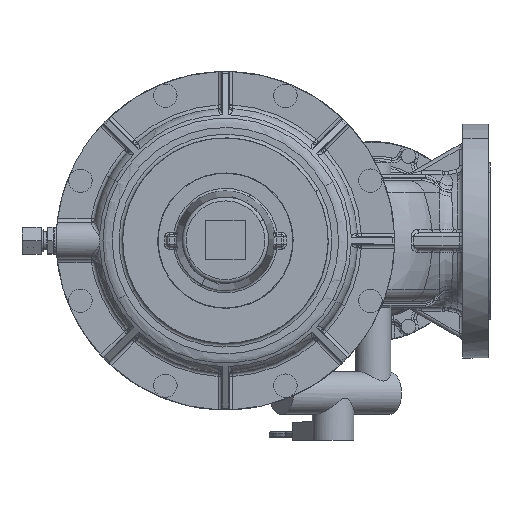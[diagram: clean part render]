
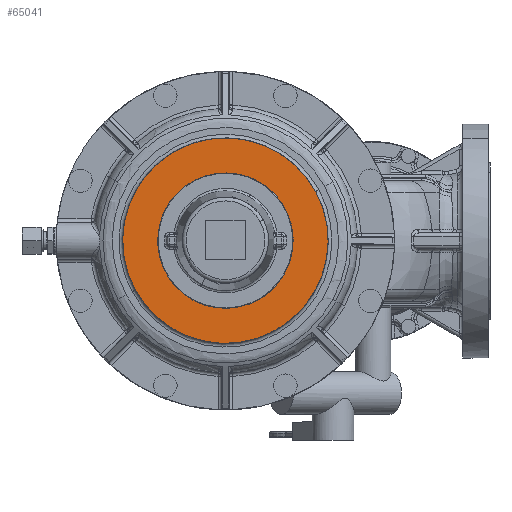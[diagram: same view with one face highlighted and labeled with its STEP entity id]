
A CAD part, top view. The second image highlights one B-rep face of the part: STEP entity #65041.
In plain terms, the highlighted planar face has unit normal (0, 0, 1).
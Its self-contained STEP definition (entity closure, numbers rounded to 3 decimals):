
#64976=CARTESIAN_POINT('Axis2P3D Location',(83.5,0.,221.)) ;
#64981=CARTESIAN_POINT('Axis2P3D Location',(0.,0.,221.)) ;
#64985=CARTESIAN_POINT('Vertex',(-73.278,-40.032,221.)) ;
#64987=CARTESIAN_POINT('Vertex',(-73.278,40.032,221.)) ;
#64990=CARTESIAN_POINT('Axis2P3D Location',(0.,0.,221.)) ;
#64994=CARTESIAN_POINT('Vertex',(73.278,-40.032,221.)) ;
#64997=CARTESIAN_POINT('Axis2P3D Location',(0.,0.,221.)) ;
#65001=CARTESIAN_POINT('Vertex',(73.278,40.032,221.)) ;
#65004=CARTESIAN_POINT('Axis2P3D Location',(0.,0.,221.)) ;
#65015=CARTESIAN_POINT('Axis2P3D Location',(0.,0.,221.)) ;
#65019=CARTESIAN_POINT('Vertex',(-26.129,-47.828,221.)) ;
#65021=CARTESIAN_POINT('Vertex',(20.212,50.613,221.)) ;
#65024=CARTESIAN_POINT('Axis2P3D Location',(0.,0.,221.)) ;
#65028=CARTESIAN_POINT('Vertex',(26.129,47.828,221.)) ;
#65031=CARTESIAN_POINT('Axis2P3D Location',(0.,0.,221.)) ;
#64977=DIRECTION('Axis2P3D Direction',(0.,0.,-1.)) ;
#64978=DIRECTION('Axis2P3D XDirection',(1.,0.,0.)) ;
#64982=DIRECTION('Axis2P3D Direction',(0.,0.,-1.)) ;
#64991=DIRECTION('Axis2P3D Direction',(0.,0.,-1.)) ;
#64998=DIRECTION('Axis2P3D Direction',(0.,0.,-1.)) ;
#65005=DIRECTION('Axis2P3D Direction',(0.,0.,-1.)) ;
#65016=DIRECTION('Axis2P3D Direction',(0.,0.,-1.)) ;
#65025=DIRECTION('Axis2P3D Direction',(0.,0.,-1.)) ;
#65032=DIRECTION('Axis2P3D Direction',(0.,0.,-1.)) ;
#64979=AXIS2_PLACEMENT_3D('Plane Axis2P3D',#64976,#64977,#64978) ;
#64983=AXIS2_PLACEMENT_3D('Circle Axis2P3D',#64981,#64982,$) ;
#64992=AXIS2_PLACEMENT_3D('Circle Axis2P3D',#64990,#64991,$) ;
#64999=AXIS2_PLACEMENT_3D('Circle Axis2P3D',#64997,#64998,$) ;
#65006=AXIS2_PLACEMENT_3D('Circle Axis2P3D',#65004,#65005,$) ;
#65017=AXIS2_PLACEMENT_3D('Circle Axis2P3D',#65015,#65016,$) ;
#65026=AXIS2_PLACEMENT_3D('Circle Axis2P3D',#65024,#65025,$) ;
#65033=AXIS2_PLACEMENT_3D('Circle Axis2P3D',#65031,#65032,$) ;
#65010=ORIENTED_EDGE('',*,*,#64989,.F.) ;
#65011=ORIENTED_EDGE('',*,*,#64996,.F.) ;
#65012=ORIENTED_EDGE('',*,*,#65003,.F.) ;
#65013=ORIENTED_EDGE('',*,*,#65008,.F.) ;
#65037=ORIENTED_EDGE('',*,*,#65023,.T.) ;
#65038=ORIENTED_EDGE('',*,*,#65030,.T.) ;
#65039=ORIENTED_EDGE('',*,*,#65035,.T.) ;
#65040=FACE_BOUND('',#65036,.T.) ;
#65041=ADVANCED_FACE('Brep With Voids',(#65014,#65040),#64980,.F.) ;
#64984=CIRCLE('generated circle',#64983,83.5) ;
#64993=CIRCLE('generated circle',#64992,83.5) ;
#65000=CIRCLE('generated circle',#64999,83.5) ;
#65007=CIRCLE('generated circle',#65006,83.5) ;
#65018=CIRCLE('generated circle',#65017,54.5) ;
#65027=CIRCLE('generated circle',#65026,54.5) ;
#65034=CIRCLE('generated circle',#65033,54.5) ;
#64989=EDGE_CURVE('',#64986,#64988,#64984,.T.) ;
#64996=EDGE_CURVE('',#64995,#64986,#64993,.T.) ;
#65003=EDGE_CURVE('',#65002,#64995,#65000,.T.) ;
#65008=EDGE_CURVE('',#64988,#65002,#65007,.T.) ;
#65023=EDGE_CURVE('',#65020,#65022,#65018,.T.) ;
#65030=EDGE_CURVE('',#65022,#65029,#65027,.T.) ;
#65035=EDGE_CURVE('',#65029,#65020,#65034,.T.) ;
#65009=EDGE_LOOP('',(#65010,#65011,#65012,#65013)) ;
#65036=EDGE_LOOP('',(#65037,#65038,#65039)) ;
#65014=FACE_OUTER_BOUND('',#65009,.T.) ;
#64980=PLANE('',#64979) ;
#64986=VERTEX_POINT('',#64985) ;
#64988=VERTEX_POINT('',#64987) ;
#64995=VERTEX_POINT('',#64994) ;
#65002=VERTEX_POINT('',#65001) ;
#65020=VERTEX_POINT('',#65019) ;
#65022=VERTEX_POINT('',#65021) ;
#65029=VERTEX_POINT('',#65028) ;
